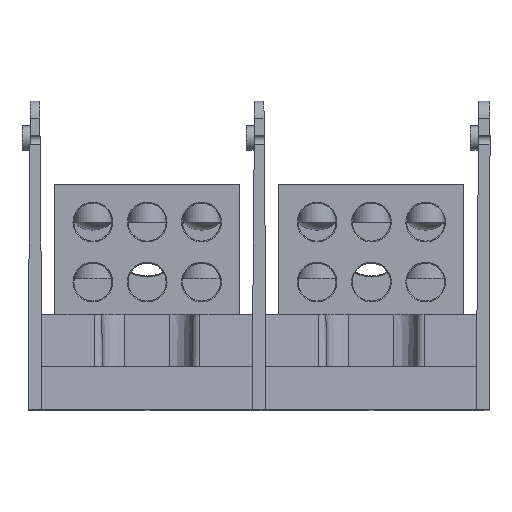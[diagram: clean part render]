
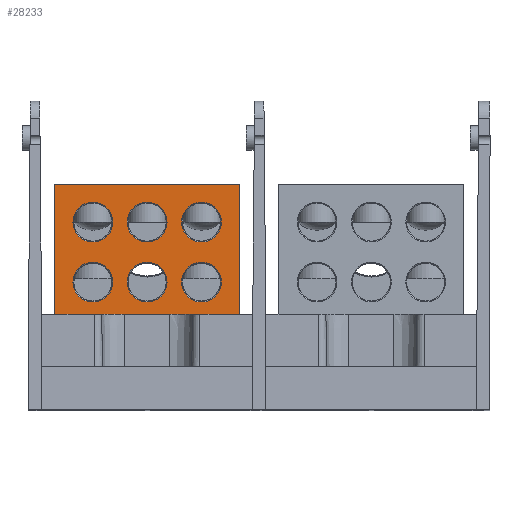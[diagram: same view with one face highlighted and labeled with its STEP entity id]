
A CAD part, top view. The second image highlights one B-rep face of the part: STEP entity #28233.
In plain terms, the highlighted planar face has unit normal (0, 0, 1).
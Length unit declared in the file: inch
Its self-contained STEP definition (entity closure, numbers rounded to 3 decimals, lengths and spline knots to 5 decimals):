
#864 = VECTOR ( 'NONE', #26522, 39.37008 ) ;
#1108 = ORIENTED_EDGE ( 'NONE', *, *, #15261, .T. ) ;
#1855 = CARTESIAN_POINT ( 'NONE',  ( -2.80875, 1.472, 1.5 ) ) ;
#1896 = EDGE_LOOP ( 'NONE', ( #14780 ) ) ;
#2160 = LINE ( 'NONE', #11918, #8778 ) ;
#2675 = CIRCLE ( 'NONE', #11287, 0.22875 ) ;
#3102 = EDGE_CURVE ( 'NONE', #25945, #28737, #4674, .T. ) ;
#3305 = AXIS2_PLACEMENT_3D ( 'NONE', #32941, #16169, #35731 ) ;
#3539 = EDGE_CURVE ( 'NONE', #31092, #28737, #16392, .T. ) ;
#3767 = ORIENTED_EDGE ( 'NONE', *, *, #4195, .F. ) ;
#3841 = ORIENTED_EDGE ( 'NONE', *, *, #8341, .T. ) ;
#4132 = FACE_OUTER_BOUND ( 'NONE', #11333, .T. ) ;
#4195 = EDGE_CURVE ( 'NONE', #20823, #31092, #8412, .T. ) ;
#4674 = LINE ( 'NONE', #7755, #26159 ) ;
#4956 = DIRECTION ( 'NONE',  ( 0., 0., -1. ) ) ;
#5287 = ORIENTED_EDGE ( 'NONE', *, *, #33216, .T. ) ;
#5701 = VERTEX_POINT ( 'NONE', #8023 ) ;
#5928 = ORIENTED_EDGE ( 'NONE', *, *, #3102, .T. ) ;
#6446 = CIRCLE ( 'NONE', #30274, 0.22875 ) ;
#7393 = DIRECTION ( 'NONE',  ( 0., 1., 0. ) ) ;
#7736 = CARTESIAN_POINT ( 'NONE',  ( -2.58, 1.472, 1.5 ) ) ;
#7755 = CARTESIAN_POINT ( 'NONE',  ( -1.515, 1.1, 1.5 ) ) ;
#7821 = CIRCLE ( 'NONE', #3305, 0.22875 ) ;
#7998 = CARTESIAN_POINT ( 'NONE',  ( -1.955, 2.162, 1.5 ) ) ;
#8023 = CARTESIAN_POINT ( 'NONE',  ( -2.18375, 2.162, 1.5 ) ) ;
#8341 = EDGE_CURVE ( 'NONE', #22818, #22818, #34961, .T. ) ;
#8412 = LINE ( 'NONE', #9775, #864 ) ;
#8465 = CARTESIAN_POINT ( 'NONE',  ( -1.955, 1.472, 1.5 ) ) ;
#8778 = VECTOR ( 'NONE', #23173, 39.37008 ) ;
#9775 = CARTESIAN_POINT ( 'NONE',  ( -3.645, 1.1, 1.5 ) ) ;
#10836 = DIRECTION ( 'NONE',  ( -1., 0., 0. ) ) ;
#11063 = DIRECTION ( 'NONE',  ( -1., 0., 0. ) ) ;
#11194 = CARTESIAN_POINT ( 'NONE',  ( -3.43375, 1.472, 1.5 ) ) ;
#11195 = CARTESIAN_POINT ( 'NONE',  ( -3.645, 2.6, 1.5 ) ) ;
#11287 = AXIS2_PLACEMENT_3D ( 'NONE', #30688, #13928, #33501 ) ;
#11291 = DIRECTION ( 'NONE',  ( -1., 0., 0. ) ) ;
#11333 = EDGE_LOOP ( 'NONE', ( #5928, #18359, #3767, #1108 ) ) ;
#11609 = FACE_BOUND ( 'NONE', #1896, .T. ) ;
#11702 = AXIS2_PLACEMENT_3D ( 'NONE', #7998, #27584, #10836 ) ;
#11918 = CARTESIAN_POINT ( 'NONE',  ( -3.645, 1.1, 1.5 ) ) ;
#12487 = FACE_BOUND ( 'NONE', #14178, .T. ) ;
#12906 = CARTESIAN_POINT ( 'NONE',  ( -1.515, 2.6, 1.5 ) ) ;
#13189 = ORIENTED_EDGE ( 'NONE', *, *, #26596, .T. ) ;
#13928 = DIRECTION ( 'NONE',  ( 0., 0., -1. ) ) ;
#14167 = EDGE_CURVE ( 'NONE', #19318, #19318, #6446, .T. ) ;
#14178 = EDGE_LOOP ( 'NONE', ( #33165 ) ) ;
#14438 = VERTEX_POINT ( 'NONE', #36228 ) ;
#14780 = ORIENTED_EDGE ( 'NONE', *, *, #14167, .T. ) ;
#15261 = EDGE_CURVE ( 'NONE', #20823, #25945, #2160, .T. ) ;
#15519 = CARTESIAN_POINT ( 'NONE',  ( -3.205, 1.472, 1.5 ) ) ;
#16169 = DIRECTION ( 'NONE',  ( 0., 0., -1. ) ) ;
#16368 = EDGE_LOOP ( 'NONE', ( #29157 ) ) ;
#16392 = LINE ( 'NONE', #11195, #31285 ) ;
#18359 = ORIENTED_EDGE ( 'NONE', *, *, #3539, .F. ) ;
#18360 = DIRECTION ( 'NONE',  ( -1., 0., 0. ) ) ;
#19053 = FACE_BOUND ( 'NONE', #33095, .T. ) ;
#19318 = VERTEX_POINT ( 'NONE', #30064 ) ;
#20447 = AXIS2_PLACEMENT_3D ( 'NONE', #21750, #4956, #24583 ) ;
#20823 = VERTEX_POINT ( 'NONE', #32367 ) ;
#21492 = AXIS2_PLACEMENT_3D ( 'NONE', #15519, #35111, #18360 ) ;
#21750 = CARTESIAN_POINT ( 'NONE',  ( -3.645, 1.1, 1.5 ) ) ;
#22116 = EDGE_LOOP ( 'NONE', ( #13189 ) ) ;
#22784 = VERTEX_POINT ( 'NONE', #27824 ) ;
#22818 = VERTEX_POINT ( 'NONE', #1855 ) ;
#23173 = DIRECTION ( 'NONE',  ( 1., 0., 0. ) ) ;
#24063 = EDGE_LOOP ( 'NONE', ( #5287 ) ) ;
#24583 = DIRECTION ( 'NONE',  ( -1., 0., 0. ) ) ;
#25945 = VERTEX_POINT ( 'NONE', #35456 ) ;
#26159 = VECTOR ( 'NONE', #7393, 39.37008 ) ;
#26512 = FACE_BOUND ( 'NONE', #24063, .T. ) ;
#26522 = DIRECTION ( 'NONE',  ( 0., 1., 0. ) ) ;
#26596 = EDGE_CURVE ( 'NONE', #5701, #5701, #35430, .T. ) ;
#26890 = CIRCLE ( 'NONE', #21492, 0.22875 ) ;
#27281 = PLANE ( 'NONE',  #20447 ) ;
#27379 = FACE_BOUND ( 'NONE', #22116, .T. ) ;
#27584 = DIRECTION ( 'NONE',  ( 0., 0., -1. ) ) ;
#27604 = VERTEX_POINT ( 'NONE', #11194 ) ;
#27798 = DIRECTION ( 'NONE',  ( 0., 0., -1. ) ) ;
#27824 = CARTESIAN_POINT ( 'NONE',  ( -3.43375, 2.162, 1.5 ) ) ;
#28042 = DIRECTION ( 'NONE',  ( 0., 0., -1. ) ) ;
#28233 = ADVANCED_FACE ( 'NONE', ( #26512, #12487, #27379, #33910, #19053, #11609, #4132 ), #27281, .F. ) ;
#28737 = VERTEX_POINT ( 'NONE', #12906 ) ;
#29157 = ORIENTED_EDGE ( 'NONE', *, *, #35636, .T. ) ;
#30064 = CARTESIAN_POINT ( 'NONE',  ( -2.18375, 1.472, 1.5 ) ) ;
#30274 = AXIS2_PLACEMENT_3D ( 'NONE', #8465, #28042, #11291 ) ;
#30688 = CARTESIAN_POINT ( 'NONE',  ( -3.205, 2.162, 1.5 ) ) ;
#30756 = DIRECTION ( 'NONE',  ( 1., 0., 0. ) ) ;
#31092 = VERTEX_POINT ( 'NONE', #32211 ) ;
#31285 = VECTOR ( 'NONE', #30756, 39.37008 ) ;
#32211 = CARTESIAN_POINT ( 'NONE',  ( -3.645, 2.6, 1.5 ) ) ;
#32367 = CARTESIAN_POINT ( 'NONE',  ( -3.645, 1.1, 1.5 ) ) ;
#32941 = CARTESIAN_POINT ( 'NONE',  ( -2.58, 2.162, 1.5 ) ) ;
#33095 = EDGE_LOOP ( 'NONE', ( #3841 ) ) ;
#33165 = ORIENTED_EDGE ( 'NONE', *, *, #34202, .T. ) ;
#33216 = EDGE_CURVE ( 'NONE', #22784, #22784, #2675, .T. ) ;
#33501 = DIRECTION ( 'NONE',  ( -1., 0., 0. ) ) ;
#33910 = FACE_BOUND ( 'NONE', #16368, .T. ) ;
#34202 = EDGE_CURVE ( 'NONE', #14438, #14438, #7821, .T. ) ;
#34961 = CIRCLE ( 'NONE', #36343, 0.22875 ) ;
#35111 = DIRECTION ( 'NONE',  ( 0., 0., -1. ) ) ;
#35430 = CIRCLE ( 'NONE', #11702, 0.22875 ) ;
#35456 = CARTESIAN_POINT ( 'NONE',  ( -1.515, 1.1, 1.5 ) ) ;
#35636 = EDGE_CURVE ( 'NONE', #27604, #27604, #26890, .T. ) ;
#35731 = DIRECTION ( 'NONE',  ( -1., 0., 0. ) ) ;
#36228 = CARTESIAN_POINT ( 'NONE',  ( -2.80875, 2.162, 1.5 ) ) ;
#36343 = AXIS2_PLACEMENT_3D ( 'NONE', #7736, #27798, #11063 ) ;
